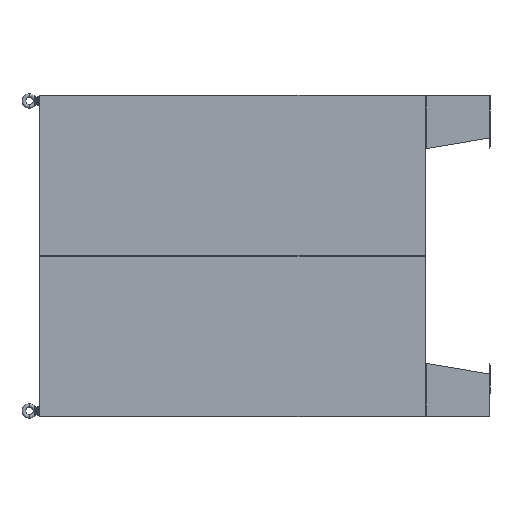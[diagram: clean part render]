
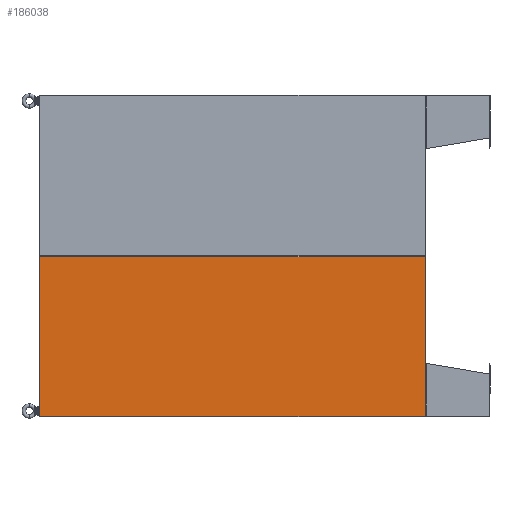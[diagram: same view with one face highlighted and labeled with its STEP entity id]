
A CAD part, left-side view. The second image highlights one B-rep face of the part: STEP entity #186038.
In plain terms, the highlighted face is planar.
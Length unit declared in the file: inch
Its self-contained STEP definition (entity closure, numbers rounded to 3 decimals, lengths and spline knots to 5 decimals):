
#1493 = VECTOR ( 'NONE', #101873, 39.37008 ) ;
#1950 = FACE_OUTER_BOUND ( 'NONE', #187982, .T. ) ;
#11221 = EDGE_CURVE ( 'NONE', #209726, #194364, #212243, .T. ) ;
#12718 = LINE ( 'NONE', #186777, #54472 ) ;
#33367 = CARTESIAN_POINT ( 'NONE',  ( 0.143, 0., 0. ) ) ;
#34755 = VECTOR ( 'NONE', #191386, 39.37008 ) ;
#47880 = CARTESIAN_POINT ( 'NONE',  ( 0.143, 0., -35.9675 ) ) ;
#52631 = VECTOR ( 'NONE', #114085, 39.37008 ) ;
#54472 = VECTOR ( 'NONE', #86755, 39.37008 ) ;
#61055 = AXIS2_PLACEMENT_3D ( 'NONE', #187916, #70408, #170357 ) ;
#62367 = CARTESIAN_POINT ( 'NONE',  ( 29.8885, 0., 0. ) ) ;
#70408 = DIRECTION ( 'NONE',  ( 0., 1., 0. ) ) ;
#74749 = ORIENTED_EDGE ( 'NONE', *, *, #162725, .T. ) ;
#83780 = VERTEX_POINT ( 'NONE', #47880 ) ;
#86755 = DIRECTION ( 'NONE',  ( -1., 0., 0. ) ) ;
#87390 = ORIENTED_EDGE ( 'NONE', *, *, #177681, .T. ) ;
#92037 = ORIENTED_EDGE ( 'NONE', *, *, #172672, .T. ) ;
#101873 = DIRECTION ( 'NONE',  ( 0., 0., 1. ) ) ;
#104935 = LINE ( 'NONE', #62367, #52631 ) ;
#106693 = CARTESIAN_POINT ( 'NONE',  ( 30.0315, 0., 35.9675 ) ) ;
#114085 = DIRECTION ( 'NONE',  ( 0., 0., -1. ) ) ;
#116934 = CARTESIAN_POINT ( 'NONE',  ( 0.143, 0., 35.9675 ) ) ;
#124031 = ORIENTED_EDGE ( 'NONE', *, *, #11221, .T. ) ;
#132142 = CARTESIAN_POINT ( 'NONE',  ( 29.8885, 0., 35.9675 ) ) ;
#134844 = VERTEX_POINT ( 'NONE', #207272 ) ;
#139846 = LINE ( 'NONE', #33367, #1493 ) ;
#162725 = EDGE_CURVE ( 'NONE', #83780, #209726, #139846, .T. ) ;
#170357 = DIRECTION ( 'NONE',  ( -1., 0., 0. ) ) ;
#172672 = EDGE_CURVE ( 'NONE', #134844, #83780, #12718, .T. ) ;
#177681 = EDGE_CURVE ( 'NONE', #194364, #134844, #104935, .T. ) ;
#186038 = ADVANCED_FACE ( 'NONE', ( #1950 ), #215022, .T. ) ;
#186777 = CARTESIAN_POINT ( 'NONE',  ( 30.0315, 0., -35.9675 ) ) ;
#187916 = CARTESIAN_POINT ( 'NONE',  ( 30.0315, 0., 0. ) ) ;
#187982 = EDGE_LOOP ( 'NONE', ( #124031, #87390, #92037, #74749 ) ) ;
#191386 = DIRECTION ( 'NONE',  ( 1., 0., 0. ) ) ;
#194364 = VERTEX_POINT ( 'NONE', #132142 ) ;
#207272 = CARTESIAN_POINT ( 'NONE',  ( 29.8885, 0., -35.9675 ) ) ;
#209726 = VERTEX_POINT ( 'NONE', #116934 ) ;
#212243 = LINE ( 'NONE', #106693, #34755 ) ;
#215022 = PLANE ( 'NONE',  #61055 ) ;
